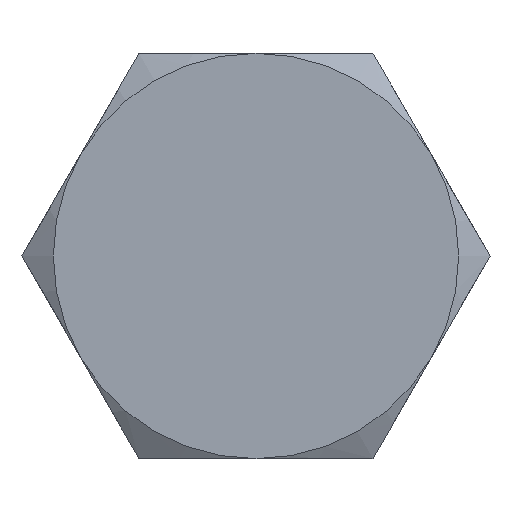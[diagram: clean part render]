
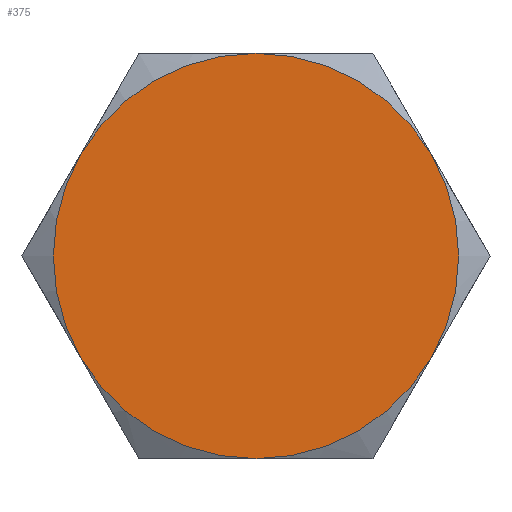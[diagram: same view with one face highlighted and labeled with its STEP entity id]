
A CAD part, left-side view. The second image highlights one B-rep face of the part: STEP entity #375.
In plain terms, the highlighted planar face has unit normal (-1, 0, 0).
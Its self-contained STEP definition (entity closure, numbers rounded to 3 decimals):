
#41=PLANE('',#437);
#66=FACE_OUTER_BOUND('',#90,.T.);
#90=EDGE_LOOP('',(#326,#327,#328,#329,#330,#331));
#141=CIRCLE('',#407,2.75);
#142=CIRCLE('',#409,2.75);
#143=CIRCLE('',#411,2.75);
#144=CIRCLE('',#413,2.75);
#145=CIRCLE('',#415,2.75);
#146=CIRCLE('',#417,2.75);
#161=VERTEX_POINT('',#570);
#163=VERTEX_POINT('',#575);
#165=VERTEX_POINT('',#582);
#166=VERTEX_POINT('',#591);
#169=VERTEX_POINT('',#602);
#170=VERTEX_POINT('',#611);
#196=EDGE_CURVE('',#163,#161,#141,.T.);
#200=EDGE_CURVE('',#165,#163,#142,.T.);
#202=EDGE_CURVE('',#161,#166,#143,.T.);
#206=EDGE_CURVE('',#169,#165,#144,.T.);
#208=EDGE_CURVE('',#166,#170,#145,.T.);
#212=EDGE_CURVE('',#170,#169,#146,.T.);
#326=ORIENTED_EDGE('',*,*,#196,.T.);
#327=ORIENTED_EDGE('',*,*,#202,.T.);
#328=ORIENTED_EDGE('',*,*,#208,.T.);
#329=ORIENTED_EDGE('',*,*,#212,.T.);
#330=ORIENTED_EDGE('',*,*,#206,.T.);
#331=ORIENTED_EDGE('',*,*,#200,.T.);
#375=ADVANCED_FACE('',(#66),#41,.F.);
#407=AXIS2_PLACEMENT_3D('',#576,#464,#465);
#409=AXIS2_PLACEMENT_3D('',#589,#468,#469);
#411=AXIS2_PLACEMENT_3D('',#596,#472,#473);
#413=AXIS2_PLACEMENT_3D('',#609,#476,#477);
#415=AXIS2_PLACEMENT_3D('',#616,#480,#481);
#417=AXIS2_PLACEMENT_3D('',#628,#484,#485);
#437=AXIS2_PLACEMENT_3D('',#679,#542,#543);
#464=DIRECTION('center_axis',(-1.,0.,0.));
#465=DIRECTION('ref_axis',(0.,1.,0.));
#468=DIRECTION('center_axis',(-1.,0.,0.));
#469=DIRECTION('ref_axis',(0.,1.,0.));
#472=DIRECTION('center_axis',(-1.,0.,0.));
#473=DIRECTION('ref_axis',(0.,1.,0.));
#476=DIRECTION('center_axis',(-1.,0.,0.));
#477=DIRECTION('ref_axis',(0.,1.,0.));
#480=DIRECTION('center_axis',(-1.,0.,0.));
#481=DIRECTION('ref_axis',(0.,1.,0.));
#484=DIRECTION('center_axis',(-1.,0.,0.));
#485=DIRECTION('ref_axis',(0.,1.,0.));
#542=DIRECTION('center_axis',(1.,0.,0.));
#543=DIRECTION('ref_axis',(0.,0.,-1.));
#570=CARTESIAN_POINT('',(-2.,2.382,1.375));
#575=CARTESIAN_POINT('',(-2.,0.,2.75));
#576=CARTESIAN_POINT('Origin',(-2.,0.,0.));
#582=CARTESIAN_POINT('',(-2.,-2.382,1.375));
#589=CARTESIAN_POINT('Origin',(-2.,0.,0.));
#591=CARTESIAN_POINT('',(-2.,2.382,-1.375));
#596=CARTESIAN_POINT('Origin',(-2.,0.,0.));
#602=CARTESIAN_POINT('',(-2.,-2.382,-1.375));
#609=CARTESIAN_POINT('Origin',(-2.,0.,0.));
#611=CARTESIAN_POINT('',(-2.,0.,-2.75));
#616=CARTESIAN_POINT('Origin',(-2.,0.,0.));
#628=CARTESIAN_POINT('Origin',(-2.,0.,0.));
#679=CARTESIAN_POINT('Origin',(-2.,0.,0.));
